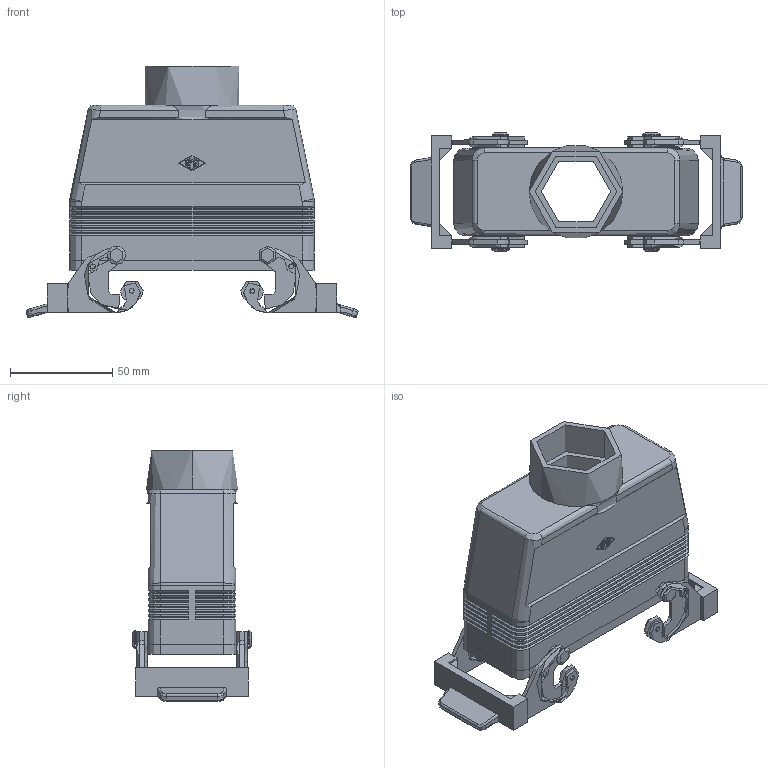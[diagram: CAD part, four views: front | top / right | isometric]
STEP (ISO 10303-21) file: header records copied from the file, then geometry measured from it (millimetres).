
FILE_DESCRIPTION(('Creo Elements/Direct Modeling STEP Export'),'2;1');
FILE_NAME('MAV_24_G40.stp','2014-08-07T14:05:55',(''),(''),'Creo Elements/Direct Modeling STEP processor for AP214 (Solid Model)','Creo Elements/Direct Modeling 18.0B 02-Dec-2011 (C) Parametric Technology GmbH','');
FILE_SCHEMA(('AUTOMOTIVE_DESIGN { 1 0 10303 214 1 1 1 1 }'));
Length unit declared in the file: millimetre
Products named in the file (2): MAV_24_G40
Assembly tree (1 placements, depth 2):
  MAV_24_G40
    MAV_24_G40
Bounding box: 162.74 x 58 x 123.05 mm (x, y, z)
Topology: 0 solids, 9 shells, 832 faces, 2075 edges, 1284 vertices
Faces by surface type: plane 433, cylinder 279, cone 64, torus 32, bspline 20, sphere 4
Full cylindrical faces by diameter (mm): 2 x1
Entity records: 26481 total; most frequent: CARTESIAN_POINT 6641, DIRECTION 4191, ORIENTED_EDGE 4136, EDGE_CURVE 2069, AXIS2_PLACEMENT_3D 1468, VERTEX_POINT 1296, VECTOR 1255, LINE 1255
